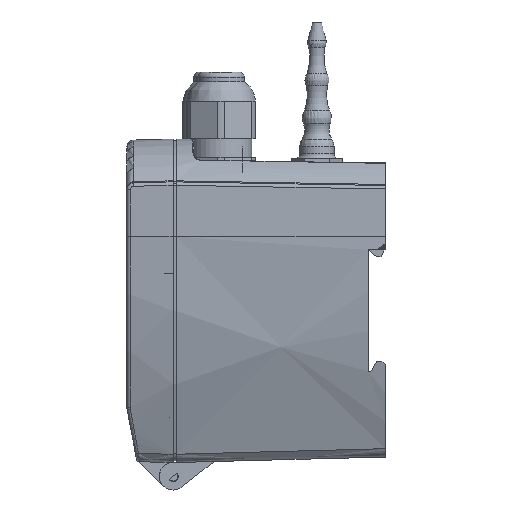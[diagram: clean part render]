
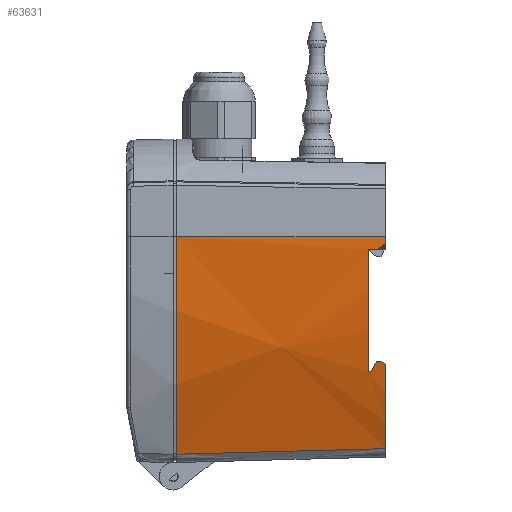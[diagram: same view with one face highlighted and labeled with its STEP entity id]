
A CAD part, left-side view. The second image highlights one B-rep face of the part: STEP entity #63631.
In plain terms, the highlighted conical face has half-angle 1.5 degrees and reference radius 161 mm.
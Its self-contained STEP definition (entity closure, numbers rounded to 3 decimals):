
#102=CONICAL_SURFACE('',#67140,161.,0.026);
#3921=B_SPLINE_CURVE_WITH_KNOTS('',3,(#88597,#88598,#88599,#88600,#88601,
#88602,#88603,#88604,#88605,#88606),.UNSPECIFIED.,.F.,.F.,(4,3,3,4),(0.001,
0.008,0.04,0.062),
 .UNSPECIFIED.);
#6634=FACE_OUTER_BOUND('',#10077,.T.);
#10077=EDGE_LOOP('',(#43032,#43033,#43034,#43035,#43036,#43037,#43038,#43039,
#43040,#43041,#43042,#43043));
#14223=LINE('',#88213,#20099);
#14278=LINE('',#88586,#20154);
#14279=LINE('',#88590,#20155);
#14280=LINE('',#88612,#20156);
#20099=VECTOR('',#71283,61.021);
#20154=VECTOR('',#71366,10.);
#20155=VECTOR('',#71369,10.);
#20156=VECTOR('',#71380,10.);
#25326=CIRCLE('',#67141,159.507);
#25327=CIRCLE('',#67142,408.818);
#25328=CIRCLE('',#67143,159.376);
#25329=CIRCLE('',#67144,160.974);
#25330=CIRCLE('',#67145,159.376);
#25331=CIRCLE('',#67146,305.325);
#25332=CIRCLE('',#67147,207.964);
#26690=VERTEX_POINT('',#88210);
#26691=VERTEX_POINT('',#88212);
#26754=VERTEX_POINT('',#88584);
#26755=VERTEX_POINT('',#88585);
#26756=VERTEX_POINT('',#88587);
#26757=VERTEX_POINT('',#88589);
#26758=VERTEX_POINT('',#88591);
#26759=VERTEX_POINT('',#88594);
#26760=VERTEX_POINT('',#88596);
#26761=VERTEX_POINT('',#88607);
#26762=VERTEX_POINT('',#88609);
#26763=VERTEX_POINT('',#88611);
#33099=EDGE_CURVE('',#26691,#26690,#14223,.T.);
#33180=EDGE_CURVE('',#26754,#26755,#14278,.T.);
#33181=EDGE_CURVE('',#26756,#26754,#25326,.T.);
#33182=EDGE_CURVE('',#26757,#26756,#14279,.T.);
#33183=EDGE_CURVE('',#26758,#26757,#25327,.T.);
#33184=EDGE_CURVE('',#26758,#26691,#25328,.T.);
#33185=EDGE_CURVE('',#26690,#26759,#25329,.T.);
#33186=EDGE_CURVE('',#26759,#26760,#3921,.T.);
#33187=EDGE_CURVE('',#26760,#26761,#25330,.T.);
#33188=EDGE_CURVE('',#26762,#26761,#25331,.T.);
#33189=EDGE_CURVE('',#26763,#26762,#14280,.T.);
#33190=EDGE_CURVE('',#26755,#26763,#25332,.T.);
#43032=ORIENTED_EDGE('',*,*,#33180,.F.);
#43033=ORIENTED_EDGE('',*,*,#33181,.F.);
#43034=ORIENTED_EDGE('',*,*,#33182,.F.);
#43035=ORIENTED_EDGE('',*,*,#33183,.F.);
#43036=ORIENTED_EDGE('',*,*,#33184,.T.);
#43037=ORIENTED_EDGE('',*,*,#33099,.T.);
#43038=ORIENTED_EDGE('',*,*,#33185,.T.);
#43039=ORIENTED_EDGE('',*,*,#33186,.T.);
#43040=ORIENTED_EDGE('',*,*,#33187,.T.);
#43041=ORIENTED_EDGE('',*,*,#33188,.F.);
#43042=ORIENTED_EDGE('',*,*,#33189,.F.);
#43043=ORIENTED_EDGE('',*,*,#33190,.F.);
#63631=ADVANCED_FACE('',(#6634),#102,.T.);
#67140=AXIS2_PLACEMENT_3D('',#88583,#71364,#71365);
#67141=AXIS2_PLACEMENT_3D('',#88588,#71367,#71368);
#67142=AXIS2_PLACEMENT_3D('',#88592,#71370,#71371);
#67143=AXIS2_PLACEMENT_3D('',#88593,#71372,#71373);
#67144=AXIS2_PLACEMENT_3D('',#88595,#71374,#71375);
#67145=AXIS2_PLACEMENT_3D('',#88608,#71376,#71377);
#67146=AXIS2_PLACEMENT_3D('',#88610,#71378,#71379);
#67147=AXIS2_PLACEMENT_3D('',#88613,#71381,#71382);
#71283=DIRECTION('',(-0.026,1.,0.));
#71364=DIRECTION('center_axis',(0.,1.,0.));
#71365=DIRECTION('ref_axis',(0.,0.,-1.));
#71366=DIRECTION('',(0.027,-1.,0.));
#71367=DIRECTION('center_axis',(0.,-1.,0.));
#71368=DIRECTION('ref_axis',(0.,0.,1.));
#71369=DIRECTION('',(-0.026,1.,0.));
#71370=DIRECTION('center_axis',(0.,-0.625,
-0.781));
#71371=DIRECTION('ref_axis',(-1.,-0.004,0.003));
#71372=DIRECTION('center_axis',(0.,1.,0.));
#71373=DIRECTION('ref_axis',(0.,0.,1.));
#71374=DIRECTION('center_axis',(0.,-1.,0.));
#71375=DIRECTION('ref_axis',(0.,0.,1.));
#71376=DIRECTION('center_axis',(0.,1.,0.));
#71377=DIRECTION('ref_axis',(0.,0.,1.));
#71378=DIRECTION('center_axis',(0.,-0.707,
0.707));
#71379=DIRECTION('ref_axis',(-0.982,-0.132,-0.132));
#71380=DIRECTION('',(0.027,-1.,0.));
#71381=DIRECTION('center_axis',(0.,0.866,
0.5));
#71382=DIRECTION('ref_axis',(-0.982,0.093,-0.162));
#88210=CARTESIAN_POINT('',(-41.974,-1.,12.5));
#88212=CARTESIAN_POINT('',(-40.376,-62.,12.5));
#88213=CARTESIAN_POINT('',(-40.376,-62.,12.5));
#88583=CARTESIAN_POINT('Origin',(119.,0.,12.5));
#88584=CARTESIAN_POINT('',(-35.565,-57.,-26.9));
#88585=CARTESIAN_POINT('',(-35.543,-57.8,-26.9));
#88586=CARTESIAN_POINT('',(-35.565,-57.,-26.9));
#88587=CARTESIAN_POINT('',(-40.46,-57.,8.6));
#88588=CARTESIAN_POINT('Origin',(119.,-57.,12.5));
#88589=CARTESIAN_POINT('',(-40.394,-59.5,8.6));
#88590=CARTESIAN_POINT('',(-40.394,-59.5,8.6));
#88591=CARTESIAN_POINT('',(-40.365,-62.,10.6));
#88592=CARTESIAN_POINT('Origin',(368.418,-57.85,7.28));
#88593=CARTESIAN_POINT('Origin',(119.,-62.,12.5));
#88594=CARTESIAN_POINT('',(-28.897,-1.,-51.054));
#88595=CARTESIAN_POINT('Origin',(119.,-1.,12.5));
#88596=CARTESIAN_POINT('',(-27.851,-62.,-49.432));
#88597=CARTESIAN_POINT('Ctrl Pts',(-28.897,-1.,-51.054));
#88598=CARTESIAN_POINT('Ctrl Pts',(-28.857,-3.332,
-50.992));
#88599=CARTESIAN_POINT('Ctrl Pts',(-28.817,-5.664,
-50.93));
#88600=CARTESIAN_POINT('Ctrl Pts',(-28.777,-7.996,
-50.868));
#88601=CARTESIAN_POINT('Ctrl Pts',(-28.595,-18.657,
-50.584));
#88602=CARTESIAN_POINT('Ctrl Pts',(-28.413,-29.319,
-50.301));
#88603=CARTESIAN_POINT('Ctrl Pts',(-28.23,-39.98,
-50.017));
#88604=CARTESIAN_POINT('Ctrl Pts',(-28.104,-47.32,-49.822));
#88605=CARTESIAN_POINT('Ctrl Pts',(-27.978,-54.66,
-49.627));
#88606=CARTESIAN_POINT('Ctrl Pts',(-27.851,-62.,-49.432));
#88607=CARTESIAN_POINT('',(-35.913,-62.,-24.956));
#88608=CARTESIAN_POINT('Origin',(119.,-62.,12.5));
#88609=CARTESIAN_POINT('',(-36.178,-61.,-23.956));
#88610=CARTESIAN_POINT('Origin',(264.045,-21.697,15.347));
#88611=CARTESIAN_POINT('',(-36.218,-59.5,-23.956));
#88612=CARTESIAN_POINT('',(-36.218,-59.5,-23.956));
#88613=CARTESIAN_POINT('Origin',(168.093,-78.904,9.653));
